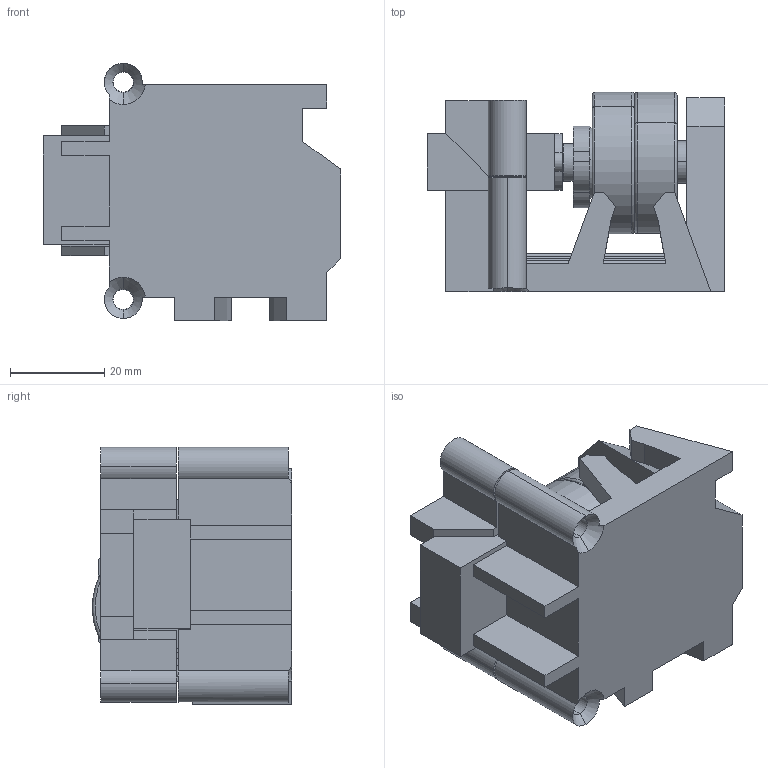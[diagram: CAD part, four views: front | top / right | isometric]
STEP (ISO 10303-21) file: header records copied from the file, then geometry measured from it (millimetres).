
FILE_DESCRIPTION (( 'STEP AP214' ), '1' );
FILE_NAME ('Ass_Montage_Excentrique_Small_palonnier_SKF_V3.STEP', '2020-04-01T23:15:42', ( '' ), ( '' ), 'SwSTEP 2.0', 'SolidWorks 2019', '' );
FILE_SCHEMA (( 'AUTOMOTIVE_DESIGN' ));
Length unit declared in the file: millimetre
Products named in the file (16): Pce_Support_Servo_Small_SKF_V3; _W_625_2RS1_PART2_4; _W_6200_2RS1_PART1_2; _W_6200_2RS1_PART2_4; W_6200_2RS1; Pce_Palonnier; _W_6200_2RS1_PART3_6; Pce_Rondelle_D5; _W_625_2RS1_PART1_2; W_625_2RS1; Pce_Locker_Servo_Small_SKF; Pce_Servo_Parrot; _W_625_2RS1_PART3_6; Ass_Montage_Excentrique_Small_palonnier_SKF_V3; Pce_Axe_Small_Palonnier_V3
Assembly tree (38 placements, depth 3):
  Ass_Montage_Excentrique_Small_palonnier_SKF_V3
    Pce_Support_Servo_Small_SKF_V3
    Pce_Axe_Small_Palonnier_V3
    Pce_Servo_Parrot
    W_625_2RS1
      _W_625_2RS1_PART1_2
      _W_625_2RS1_PART2_4
      _W_625_2RS1_PART3_6  x7
    W_6200_2RS1
      _W_6200_2RS1_PART1_2
      _W_6200_2RS1_PART2_4
      _W_6200_2RS1_PART3_6  x8
    W_6200_2RS1
      _W_6200_2RS1_PART1_2
      _W_6200_2RS1_PART2_4
      _W_6200_2RS1_PART3_6  x8
    Pce_Locker_Servo_Small_SKF
    Pce_Palonnier
    Pce_Rondelle_D5
Bounding box: 62.9 x 42.21 x 54.5 mm (x, y, z)
Volume: 49989.5 mm3; surface area: 32892.1 mm2
Topology: 34 solids, 35 shells, 736 faces, 1984 edges, 1165 vertices
Faces by surface type: plane 321, cylinder 196, torus 86, cone 79, sphere 50, bspline 4
Entity records: 21588 total; most frequent: CARTESIAN_POINT 3737, DIRECTION 3344, ORIENTED_EDGE 3010, EDGE_CURVE 1638, AXIS2_PLACEMENT_3D 1118, LINE 1108, VECTOR 1108, VERTEX_POINT 988
